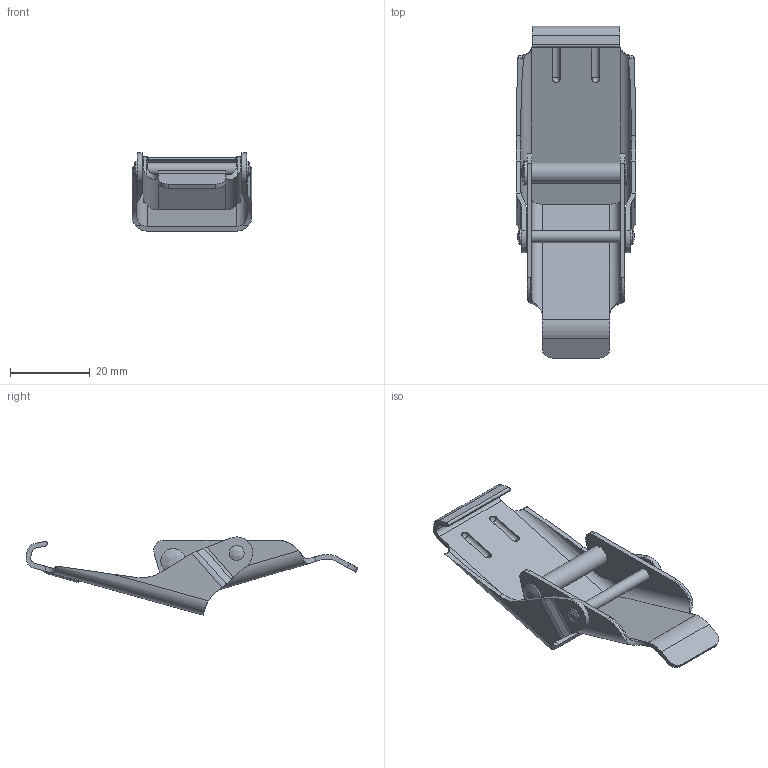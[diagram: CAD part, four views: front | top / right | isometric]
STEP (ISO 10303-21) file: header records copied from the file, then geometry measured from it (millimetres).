
FILE_DESCRIPTION (( 'STEP AP214' ), '1' );
FILE_NAME ('AHLKSS.STEP', '2020-10-05T13:13:11', ( '' ), ( '' ), 'SwSTEP 2.0', 'SolidWorks 2019', '' );
FILE_SCHEMA (( 'AUTOMOTIVE_DESIGN' ));
Length unit declared in the file: inch
Products named in the file (1): AHLKSS
Bounding box: 30.04 x 83.37 x 19.66 mm (x, y, z)
Volume: 4788.6 mm3; surface area: 8270.9 mm2
Topology: 4 solids, 4 shells, 138 faces, 356 edges, 230 vertices
Faces by surface type: cylinder 63, plane 58, bspline 16, cone 1
Full cylindrical faces by diameter (mm): 3.048 x1, 3.556 x4, 3.81 x2, 5.055 x1, 5.309 x2, 6.096 x1
Entity records: 4645 total; most frequent: CARTESIAN_POINT 1345, ORIENTED_EDGE 680, DIRECTION 638, EDGE_CURVE 340, AXIS2_PLACEMENT_3D 231, VERTEX_POINT 230, LINE 176, VECTOR 176
